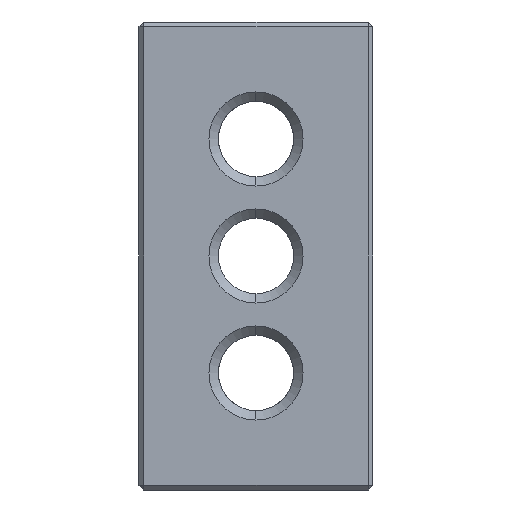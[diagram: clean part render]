
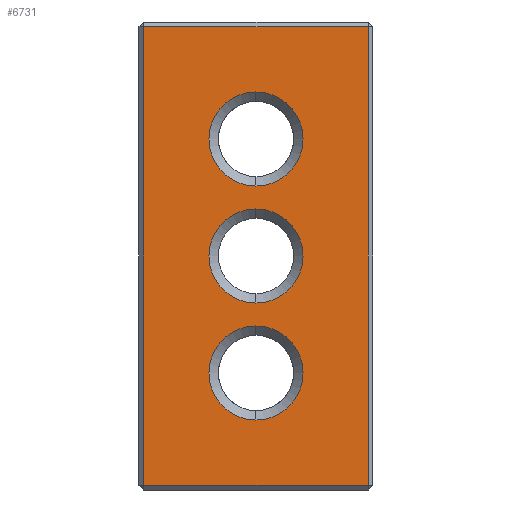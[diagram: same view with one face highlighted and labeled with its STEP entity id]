
A CAD part, left-side view. The second image highlights one B-rep face of the part: STEP entity #6731.
In plain terms, the highlighted planar face has unit normal (-1, 0, 0).
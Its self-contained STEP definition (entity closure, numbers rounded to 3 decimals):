
#6 = LINE ( 'NONE', #6007, #5388 ) ;
#209 = VERTEX_POINT ( 'NONE', #2342 ) ;
#330 = ORIENTED_EDGE ( 'NONE', *, *, #346, .F. ) ;
#346 = EDGE_CURVE ( 'NONE', #5202, #209, #574, .T. ) ;
#367 = ORIENTED_EDGE ( 'NONE', *, *, #768, .F. ) ;
#371 = ORIENTED_EDGE ( 'NONE', *, *, #1263, .F. ) ;
#372 = CARTESIAN_POINT ( 'NONE',  ( -75., -25., 35.05 ) ) ;
#512 = CARTESIAN_POINT ( 'NONE',  ( -75., -25., -25. ) ) ;
#574 = CIRCLE ( 'NONE', #6317, 10.05 ) ;
#658 = CARTESIAN_POINT ( 'NONE',  ( -75., -25., 25. ) ) ;
#710 = DIRECTION ( 'NONE',  ( -1., 0., 0. ) ) ;
#768 = EDGE_CURVE ( 'NONE', #209, #5202, #6187, .T. ) ;
#805 = PLANE ( 'NONE',  #6035 ) ;
#833 = DIRECTION ( 'NONE',  ( 0., 0., -1. ) ) ;
#928 = EDGE_CURVE ( 'NONE', #2563, #3490, #3999, .T. ) ;
#965 = CARTESIAN_POINT ( 'NONE',  ( -75., -49., -50. ) ) ;
#1046 = DIRECTION ( 'NONE',  ( 0., 0., -1. ) ) ;
#1100 = CARTESIAN_POINT ( 'NONE',  ( -75., -1., 49. ) ) ;
#1184 = AXIS2_PLACEMENT_3D ( 'NONE', #658, #4305, #1192 ) ;
#1192 = DIRECTION ( 'NONE',  ( 0., 0., -1. ) ) ;
#1231 = CARTESIAN_POINT ( 'NONE',  ( -75., -25., 0. ) ) ;
#1263 = EDGE_CURVE ( 'NONE', #4132, #2311, #5293, .T. ) ;
#1423 = DIRECTION ( 'NONE',  ( 0., 1., 0. ) ) ;
#1424 = CARTESIAN_POINT ( 'NONE',  ( -75., -25., 25. ) ) ;
#1772 = DIRECTION ( 'NONE',  ( 0., 0., -1. ) ) ;
#1822 = VERTEX_POINT ( 'NONE', #1100 ) ;
#1873 = CARTESIAN_POINT ( 'NONE',  ( -75., -50., 49. ) ) ;
#1948 = DIRECTION ( 'NONE',  ( 0., 0., -1. ) ) ;
#2092 = LINE ( 'NONE', #965, #5899 ) ;
#2220 = CARTESIAN_POINT ( 'NONE',  ( -75., -25., 0. ) ) ;
#2311 = VERTEX_POINT ( 'NONE', #3106 ) ;
#2322 = EDGE_LOOP ( 'NONE', ( #5723, #5785 ) ) ;
#2342 = CARTESIAN_POINT ( 'NONE',  ( -75., -25., 14.95 ) ) ;
#2375 = FACE_BOUND ( 'NONE', #3617, .T. ) ;
#2399 = DIRECTION ( 'NONE',  ( 0., -1., 0. ) ) ;
#2439 = CARTESIAN_POINT ( 'NONE',  ( -75., -25., -14.95 ) ) ;
#2488 = EDGE_LOOP ( 'NONE', ( #4102, #371 ) ) ;
#2490 = EDGE_CURVE ( 'NONE', #2311, #4132, #4937, .T. ) ;
#2563 = VERTEX_POINT ( 'NONE', #5508 ) ;
#2742 = DIRECTION ( 'NONE',  ( 0., 0., -1. ) ) ;
#2907 = CARTESIAN_POINT ( 'NONE',  ( -75., -1., -49. ) ) ;
#2978 = AXIS2_PLACEMENT_3D ( 'NONE', #2220, #5843, #2742 ) ;
#3085 = ORIENTED_EDGE ( 'NONE', *, *, #6415, .F. ) ;
#3106 = CARTESIAN_POINT ( 'NONE',  ( -75., -25., -10.05 ) ) ;
#3128 = EDGE_CURVE ( 'NONE', #5973, #5856, #6233, .T. ) ;
#3135 = VERTEX_POINT ( 'NONE', #6745 ) ;
#3278 = ORIENTED_EDGE ( 'NONE', *, *, #5906, .F. ) ;
#3429 = FACE_BOUND ( 'NONE', #2322, .T. ) ;
#3490 = VERTEX_POINT ( 'NONE', #2907 ) ;
#3503 = ORIENTED_EDGE ( 'NONE', *, *, #3661, .F. ) ;
#3617 = EDGE_LOOP ( 'NONE', ( #367, #330 ) ) ;
#3661 = EDGE_CURVE ( 'NONE', #3135, #2563, #2092, .T. ) ;
#3828 = CARTESIAN_POINT ( 'NONE',  ( -75., -25., -25. ) ) ;
#3846 = AXIS2_PLACEMENT_3D ( 'NONE', #1231, #4872, #1772 ) ;
#3899 = CARTESIAN_POINT ( 'NONE',  ( -75., -25., -35.05 ) ) ;
#3941 = CIRCLE ( 'NONE', #5338, 10.05 ) ;
#3954 = DIRECTION ( 'NONE',  ( -1., 0., 0. ) ) ;
#3999 = LINE ( 'NONE', #5068, #5217 ) ;
#4102 = ORIENTED_EDGE ( 'NONE', *, *, #2490, .F. ) ;
#4132 = VERTEX_POINT ( 'NONE', #5613 ) ;
#4163 = DIRECTION ( 'NONE',  ( -1., 0., 0. ) ) ;
#4305 = DIRECTION ( 'NONE',  ( -1., 0., 0. ) ) ;
#4354 = DIRECTION ( 'NONE',  ( 0., 0., -1. ) ) ;
#4442 = EDGE_CURVE ( 'NONE', #5856, #5973, #3941, .T. ) ;
#4872 = DIRECTION ( 'NONE',  ( -1., 0., 0. ) ) ;
#4937 = CIRCLE ( 'NONE', #2978, 10.05 ) ;
#4974 = FACE_OUTER_BOUND ( 'NONE', #5798, .T. ) ;
#5068 = CARTESIAN_POINT ( 'NONE',  ( -75., -50., -49. ) ) ;
#5069 = DIRECTION ( 'NONE',  ( -1., 0., 0. ) ) ;
#5096 = ORIENTED_EDGE ( 'NONE', *, *, #928, .F. ) ;
#5128 = DIRECTION ( 'NONE',  ( 0., 0., -1. ) ) ;
#5202 = VERTEX_POINT ( 'NONE', #372 ) ;
#5217 = VECTOR ( 'NONE', #1423, 1000. ) ;
#5293 = CIRCLE ( 'NONE', #3846, 10.05 ) ;
#5312 = VECTOR ( 'NONE', #2399, 1000. ) ;
#5338 = AXIS2_PLACEMENT_3D ( 'NONE', #3828, #710, #4354 ) ;
#5388 = VECTOR ( 'NONE', #6553, 1000. ) ;
#5470 = LINE ( 'NONE', #1873, #5312 ) ;
#5504 = AXIS2_PLACEMENT_3D ( 'NONE', #512, #4163, #1046 ) ;
#5508 = CARTESIAN_POINT ( 'NONE',  ( -75., -49., -49. ) ) ;
#5613 = CARTESIAN_POINT ( 'NONE',  ( -75., -25., 10.05 ) ) ;
#5723 = ORIENTED_EDGE ( 'NONE', *, *, #4442, .F. ) ;
#5785 = ORIENTED_EDGE ( 'NONE', *, *, #3128, .F. ) ;
#5798 = EDGE_LOOP ( 'NONE', ( #3085, #5096, #3503, #3278 ) ) ;
#5843 = DIRECTION ( 'NONE',  ( -1., 0., 0. ) ) ;
#5856 = VERTEX_POINT ( 'NONE', #3899 ) ;
#5899 = VECTOR ( 'NONE', #5128, 1000. ) ;
#5906 = EDGE_CURVE ( 'NONE', #1822, #3135, #5470, .T. ) ;
#5973 = VERTEX_POINT ( 'NONE', #2439 ) ;
#6005 = CARTESIAN_POINT ( 'NONE',  ( -75., -50., -50. ) ) ;
#6007 = CARTESIAN_POINT ( 'NONE',  ( -75., -1., 50. ) ) ;
#6035 = AXIS2_PLACEMENT_3D ( 'NONE', #6005, #3954, #833 ) ;
#6185 = FACE_BOUND ( 'NONE', #2488, .T. ) ;
#6187 = CIRCLE ( 'NONE', #1184, 10.05 ) ;
#6233 = CIRCLE ( 'NONE', #5504, 10.05 ) ;
#6317 = AXIS2_PLACEMENT_3D ( 'NONE', #1424, #5069, #1948 ) ;
#6415 = EDGE_CURVE ( 'NONE', #3490, #1822, #6, .T. ) ;
#6553 = DIRECTION ( 'NONE',  ( 0., 0., 1. ) ) ;
#6731 = ADVANCED_FACE ( 'NONE', ( #4974, #2375, #6185, #3429 ), #805, .T. ) ;
#6745 = CARTESIAN_POINT ( 'NONE',  ( -75., -49., 49. ) ) ;
